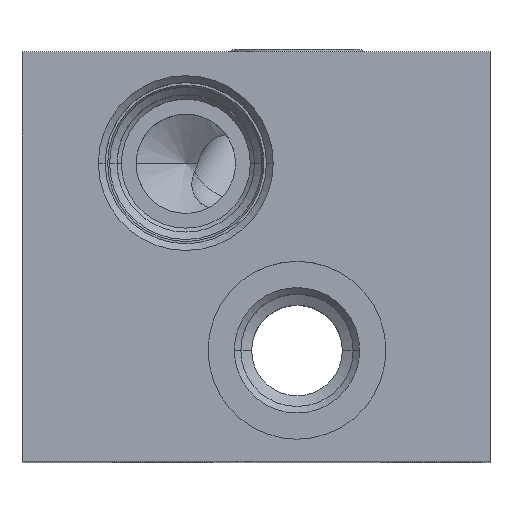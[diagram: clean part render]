
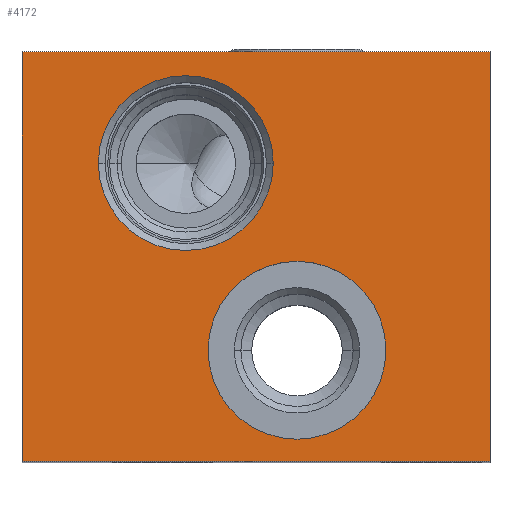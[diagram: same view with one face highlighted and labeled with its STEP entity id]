
A CAD part, top view. The second image highlights one B-rep face of the part: STEP entity #4172.
In plain terms, the highlighted planar face has unit normal (0, 0, 1).
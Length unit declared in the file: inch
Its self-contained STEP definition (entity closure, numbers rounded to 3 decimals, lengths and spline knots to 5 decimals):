
#113=DIRECTION('',(0.,-1.,0.));
#114=VECTOR('',#113,2.188);
#115=CARTESIAN_POINT('',(0.,0.,3.75));
#116=LINE('',#115,#114);
#117=DIRECTION('',(-1.,0.,0.));
#118=VECTOR('',#117,2.5);
#119=CARTESIAN_POINT('',(2.5,0.,3.75));
#120=LINE('',#119,#118);
#121=DIRECTION('',(0.,1.,0.));
#122=VECTOR('',#121,2.188);
#123=CARTESIAN_POINT('',(2.5,-2.188,3.75));
#124=LINE('',#123,#122);
#125=DIRECTION('',(1.,0.,0.));
#126=VECTOR('',#125,2.5);
#127=CARTESIAN_POINT('',(0.,-2.188,3.75));
#128=LINE('',#127,#126);
#129=CARTESIAN_POINT('',(1.469,-1.594,3.75));
#130=DIRECTION('',(0.,0.,-1.));
#131=DIRECTION('',(-1.,0.,0.));
#132=AXIS2_PLACEMENT_3D('',#129,#130,#131);
#134=CARTESIAN_POINT('',(1.469,-1.594,3.75));
#135=DIRECTION('',(0.,0.,-1.));
#136=DIRECTION('',(1.,0.,0.));
#137=AXIS2_PLACEMENT_3D('',#134,#135,#136);
#139=CARTESIAN_POINT('',(0.875,-0.594,3.75));
#140=DIRECTION('',(0.,0.,-1.));
#141=DIRECTION('',(-1.,0.,0.));
#142=AXIS2_PLACEMENT_3D('',#139,#140,#141);
#144=CARTESIAN_POINT('',(0.875,-0.594,3.75));
#145=DIRECTION('',(0.,0.,-1.));
#146=DIRECTION('',(1.,0.,0.));
#147=AXIS2_PLACEMENT_3D('',#144,#145,#146);
#3636=CARTESIAN_POINT('',(0.,0.,3.75));
#3637=CARTESIAN_POINT('',(0.,-2.188,3.75));
#3638=VERTEX_POINT('',#3636);
#3639=VERTEX_POINT('',#3637);
#3640=CARTESIAN_POINT('',(2.5,-2.188,3.75));
#3641=VERTEX_POINT('',#3640);
#3642=CARTESIAN_POINT('',(2.5,0.,3.75));
#3643=VERTEX_POINT('',#3642);
#3660=CARTESIAN_POINT('',(0.994,-1.594,3.75));
#3661=CARTESIAN_POINT('',(1.944,-1.594,3.75));
#3662=VERTEX_POINT('',#3660);
#3663=VERTEX_POINT('',#3661);
#3704=CARTESIAN_POINT('',(1.342,-0.594,3.75));
#3705=VERTEX_POINT('',#3704);
#3714=CARTESIAN_POINT('',(0.408,-0.594,3.75));
#3715=VERTEX_POINT('',#3714);
#4149=CARTESIAN_POINT('',(0.,0.,3.75));
#4150=DIRECTION('',(0.,0.,1.));
#4151=DIRECTION('',(1.,0.,0.));
#4152=AXIS2_PLACEMENT_3D('',#4149,#4150,#4151);
#4153=PLANE('',#4152);
#4154=ORIENTED_EDGE('',*,*,#4071,.F.);
#4155=ORIENTED_EDGE('',*,*,#4086,.F.);
#4156=ORIENTED_EDGE('',*,*,#4118,.F.);
#4157=ORIENTED_EDGE('',*,*,#4131,.F.);
#4158=EDGE_LOOP('',(#4154,#4155,#4156,#4157));
#4159=FACE_OUTER_BOUND('',#4158,.F.);
#4161=ORIENTED_EDGE('',*,*,#4160,.F.);
#4163=ORIENTED_EDGE('',*,*,#4162,.F.);
#4164=EDGE_LOOP('',(#4161,#4163));
#4165=FACE_BOUND('',#4164,.F.);
#4167=ORIENTED_EDGE('',*,*,#4166,.F.);
#4169=ORIENTED_EDGE('',*,*,#4168,.F.);
#4170=EDGE_LOOP('',(#4167,#4169));
#4171=FACE_BOUND('',#4170,.F.);
#4172=ADVANCED_FACE('',(#4159,#4165,#4171),#4153,.T.);
#133=CIRCLE('',#132,0.475);
#138=CIRCLE('',#137,0.475);
#143=CIRCLE('',#142,0.467);
#148=CIRCLE('',#147,0.467);
#4071=EDGE_CURVE('',#3638,#3639,#116,.T.);
#4086=EDGE_CURVE('',#3643,#3638,#120,.T.);
#4118=EDGE_CURVE('',#3641,#3643,#124,.T.);
#4131=EDGE_CURVE('',#3639,#3641,#128,.T.);
#4160=EDGE_CURVE('',#3662,#3663,#133,.T.);
#4162=EDGE_CURVE('',#3663,#3662,#138,.T.);
#4166=EDGE_CURVE('',#3715,#3705,#143,.T.);
#4168=EDGE_CURVE('',#3705,#3715,#148,.T.);
